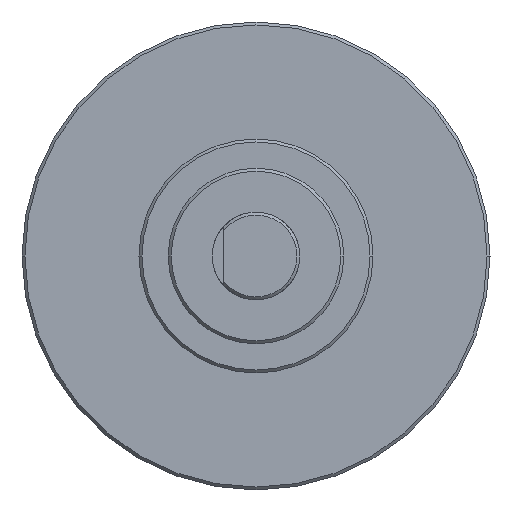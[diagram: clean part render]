
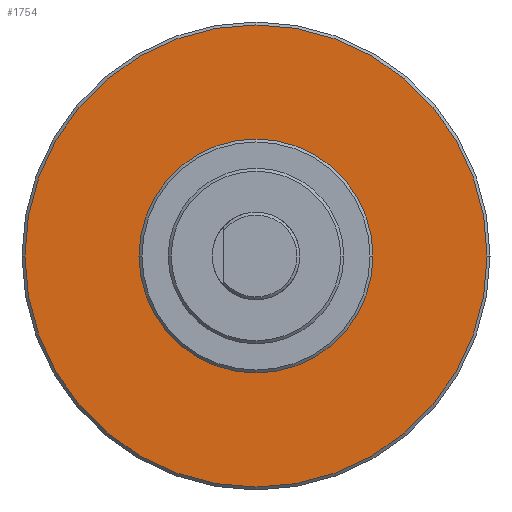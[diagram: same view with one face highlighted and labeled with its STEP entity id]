
A CAD part, left-side view. The second image highlights one B-rep face of the part: STEP entity #1754.
In plain terms, the highlighted planar face has unit normal (-1, 0, 0).
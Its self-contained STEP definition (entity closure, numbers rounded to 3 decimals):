
#325=CARTESIAN_POINT('',(-7.3,0.,0.));
#326=DIRECTION('',(-1.,0.,0.));
#327=DIRECTION('',(0.,1.,0.));
#328=AXIS2_PLACEMENT_3D('',#325,#326,#327);
#330=CARTESIAN_POINT('',(-7.3,0.,0.));
#331=DIRECTION('',(-1.,0.,0.));
#332=DIRECTION('',(0.,-1.,0.));
#333=AXIS2_PLACEMENT_3D('',#330,#331,#332);
#366=CARTESIAN_POINT('',(-7.3,0.,0.));
#367=DIRECTION('',(-1.,0.,0.));
#368=DIRECTION('',(0.,1.,0.));
#369=AXIS2_PLACEMENT_3D('',#366,#367,#368);
#398=CARTESIAN_POINT('',(-7.3,0.,0.));
#399=DIRECTION('',(1.,0.,0.));
#400=DIRECTION('',(0.,1.,0.));
#401=AXIS2_PLACEMENT_3D('',#398,#399,#400);
#1266=CARTESIAN_POINT('',(-7.3,2.,0.));
#1267=CARTESIAN_POINT('',(-7.3,-2.,0.));
#1268=VERTEX_POINT('',#1266);
#1269=VERTEX_POINT('',#1267);
#1302=CARTESIAN_POINT('',(-7.3,3.95,0.));
#1303=CARTESIAN_POINT('',(-7.3,-3.95,0.));
#1304=VERTEX_POINT('',#1302);
#1305=VERTEX_POINT('',#1303);
#1738=CARTESIAN_POINT('',(-7.3,0.,0.));
#1739=DIRECTION('',(1.,0.,0.));
#1740=DIRECTION('',(0.,-1.,0.));
#1741=AXIS2_PLACEMENT_3D('',#1738,#1739,#1740);
#1742=PLANE('',#1741);
#1744=ORIENTED_EDGE('',*,*,#1743,.F.);
#1745=ORIENTED_EDGE('',*,*,#1728,.F.);
#1746=EDGE_LOOP('',(#1744,#1745));
#1747=FACE_OUTER_BOUND('',#1746,.F.);
#1749=ORIENTED_EDGE('',*,*,#1748,.T.);
#1751=ORIENTED_EDGE('',*,*,#1750,.F.);
#1752=EDGE_LOOP('',(#1749,#1751));
#1753=FACE_BOUND('',#1752,.F.);
#1754=ADVANCED_FACE('',(#1747,#1753),#1742,.F.);
#329=CIRCLE('',#328,3.95);
#334=CIRCLE('',#333,3.95);
#370=CIRCLE('',#369,2.);
#402=CIRCLE('',#401,2.);
#1728=EDGE_CURVE('',#1305,#1304,#334,.T.);
#1743=EDGE_CURVE('',#1304,#1305,#329,.T.);
#1748=EDGE_CURVE('',#1268,#1269,#370,.T.);
#1750=EDGE_CURVE('',#1268,#1269,#402,.T.);
